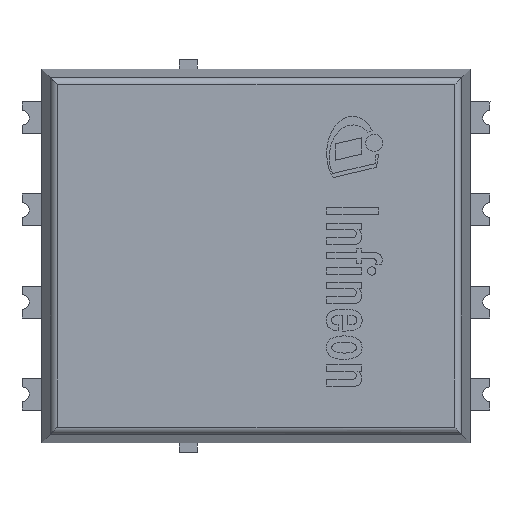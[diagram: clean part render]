
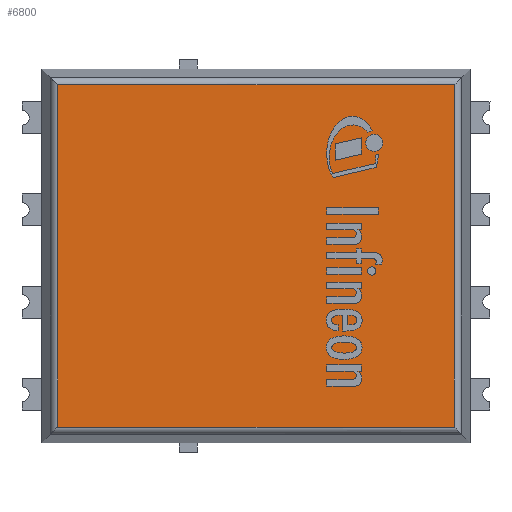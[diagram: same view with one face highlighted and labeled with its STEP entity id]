
A CAD part, top view. The second image highlights one B-rep face of the part: STEP entity #6800.
In plain terms, the highlighted planar face has unit normal (0, 0, 1).
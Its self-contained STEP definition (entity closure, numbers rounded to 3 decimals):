
#328=PLANE('',#7490);
#711=FACE_OUTER_BOUND('',#1100,.T.);
#1100=EDGE_LOOP('',(#6271,#6272,#6273,#6274));
#1773=LINE('',#11451,#2460);
#1776=LINE('',#11460,#2463);
#1782=LINE('',#11473,#2469);
#1785=LINE('',#11479,#2472);
#2460=VECTOR('',#9459,1.);
#2463=VECTOR('',#9468,1.);
#2469=VECTOR('',#9480,1.);
#2472=VECTOR('',#9487,1.);
#3379=VERTEX_POINT('',#11448);
#3380=VERTEX_POINT('',#11450);
#3382=VERTEX_POINT('',#11456);
#3387=VERTEX_POINT('',#11472);
#4334=EDGE_CURVE('',#3379,#3380,#1773,.T.);
#4339=EDGE_CURVE('',#3380,#3382,#1776,.T.);
#4345=EDGE_CURVE('',#3382,#3387,#1782,.T.);
#4349=EDGE_CURVE('',#3387,#3379,#1785,.T.);
#6271=ORIENTED_EDGE('',*,*,#4334,.F.);
#6272=ORIENTED_EDGE('',*,*,#4349,.F.);
#6273=ORIENTED_EDGE('',*,*,#4345,.F.);
#6274=ORIENTED_EDGE('',*,*,#4339,.F.);
#6800=ADVANCED_FACE('',(#711),#328,.T.);
#7490=AXIS2_PLACEMENT_3D('',#11486,#9495,#9496);
#9459=DIRECTION('',(1.,0.,0.));
#9468=DIRECTION('',(0.,-1.,0.));
#9480=DIRECTION('',(-1.,0.,0.));
#9487=DIRECTION('',(0.,1.,0.));
#9495=DIRECTION('center_axis',(0.,0.,
1.));
#9496=DIRECTION('ref_axis',(0.,-1.,0.));
#11448=CARTESIAN_POINT('',(-2.734,2.359,1.));
#11450=CARTESIAN_POINT('',(2.734,2.359,1.));
#11451=CARTESIAN_POINT('',(-1.475,2.359,1.));
#11456=CARTESIAN_POINT('',(2.734,-2.359,1.));
#11460=CARTESIAN_POINT('',(2.734,-1.375,1.));
#11472=CARTESIAN_POINT('',(-2.734,-2.359,1.));
#11473=CARTESIAN_POINT('',(-1.475,-2.359,1.));
#11479=CARTESIAN_POINT('',(-2.734,-1.375,1.));
#11486=CARTESIAN_POINT('Origin',(0.,0.,
1.));
